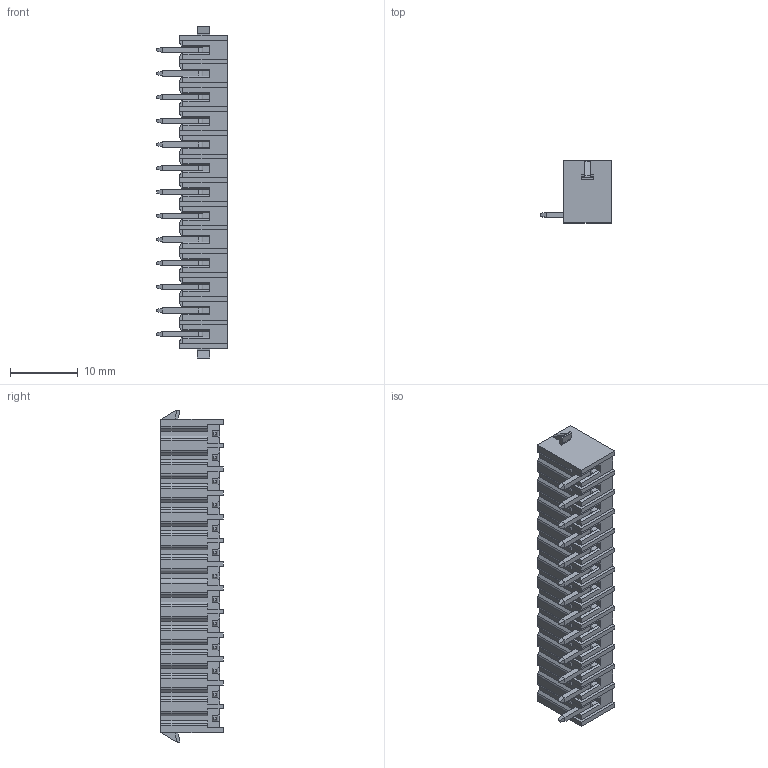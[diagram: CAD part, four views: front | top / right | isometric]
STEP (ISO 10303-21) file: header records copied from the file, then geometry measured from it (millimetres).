
FILE_DESCRIPTION((''),'2;1');
FILE_NAME('PRT0002','2024-10-12T',('sheji'),(''),'PRO/ENGINEER BY PARAMETRIC TECHNOLOGY CORPORATION, 2015240','PRO/ENGINEER BY PARAMETRIC TECHNOLOGY CORPORATION, 2015240','');
FILE_SCHEMA(('CONFIG_CONTROL_DESIGN'));
Length unit declared in the file: millimetre
Products named in the file (1): PRT0002
Bounding box: 10.4 x 9.2 x 49 mm (x, y, z)
Volume: 1318.3 mm3; surface area: 4185.8 mm2
Topology: 14 solids, 14 shells, 834 faces, 2217 edges, 1452 vertices
Faces by surface type: plane 676, cylinder 132, cone 26
Entity records: 25582 total; most frequent: CARTESIAN_POINT 4802, ORIENTED_EDGE 4434, DIRECTION 4023, EDGE_CURVE 2217, VECTOR 1871, LINE 1871, VERTEX_POINT 1452, AXIS2_PLACEMENT_3D 1076
